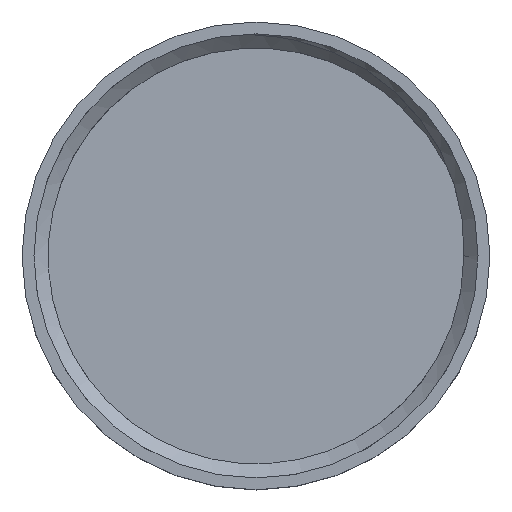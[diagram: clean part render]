
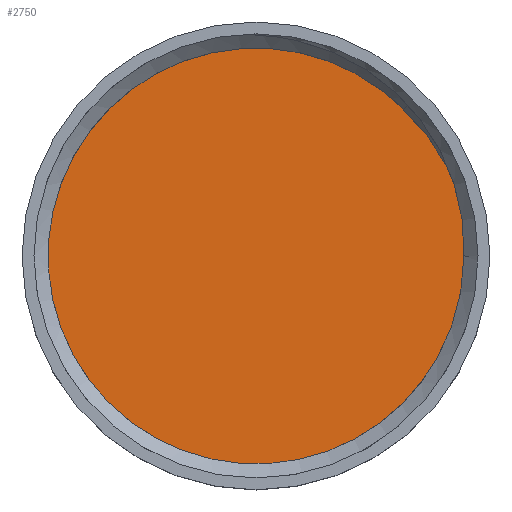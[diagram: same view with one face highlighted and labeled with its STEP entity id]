
A CAD part, top view. The second image highlights one B-rep face of the part: STEP entity #2750.
In plain terms, the highlighted face is planar.
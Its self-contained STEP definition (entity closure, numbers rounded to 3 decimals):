
#243 = CYLINDRICAL_SURFACE('',#244,18.744);
#244 = AXIS2_PLACEMENT_3D('',#245,#246,#247);
#245 = CARTESIAN_POINT('',(0.,0.,0.));
#246 = DIRECTION('',(0.,0.,-1.));
#247 = DIRECTION('',(1.,0.,0.));
#1886 = VERTEX_POINT('',#1887);
#1887 = CARTESIAN_POINT('',(18.744,0.,7.938));
#1908 = EDGE_CURVE('',#1886,#1886,#1909,.T.);
#1909 = SURFACE_CURVE('',#1910,(#1915,#1922),.PCURVE_S1.);
#1910 = CIRCLE('',#1911,18.744);
#1911 = AXIS2_PLACEMENT_3D('',#1912,#1913,#1914);
#1912 = CARTESIAN_POINT('',(0.,0.,7.938));
#1913 = DIRECTION('',(0.,0.,-1.));
#1914 = DIRECTION('',(1.,0.,0.));
#1915 = PCURVE('',#243,#1916);
#1916 = DEFINITIONAL_REPRESENTATION('',(#1917),#1921);
#1917 = LINE('',#1918,#1919);
#1918 = CARTESIAN_POINT('',(0.,-7.938));
#1919 = VECTOR('',#1920,1.);
#1920 = DIRECTION('',(1.,0.));
#1921 = ( GEOMETRIC_REPRESENTATION_CONTEXT(2) 
PARAMETRIC_REPRESENTATION_CONTEXT() REPRESENTATION_CONTEXT('2D SPACE',''
  ) );
#1922 = PCURVE('',#1923,#1928);
#1923 = PLANE('',#1924);
#1924 = AXIS2_PLACEMENT_3D('',#1925,#1926,#1927);
#1925 = CARTESIAN_POINT('',(0.,0.,
    7.938));
#1926 = DIRECTION('',(0.,0.,-1.));
#1927 = DIRECTION('',(1.,0.,0.));
#1928 = DEFINITIONAL_REPRESENTATION('',(#1929),#1933);
#1929 = CIRCLE('',#1930,18.744);
#1930 = AXIS2_PLACEMENT_2D('',#1931,#1932);
#1931 = CARTESIAN_POINT('',(0.,0.));
#1932 = DIRECTION('',(1.,0.));
#1933 = ( GEOMETRIC_REPRESENTATION_CONTEXT(2) 
PARAMETRIC_REPRESENTATION_CONTEXT() REPRESENTATION_CONTEXT('2D SPACE',''
  ) );
#2750 = ADVANCED_FACE('',(#2751),#1923,.T.);
#2751 = FACE_BOUND('',#2752,.T.);
#2752 = EDGE_LOOP('',(#2753));
#2753 = ORIENTED_EDGE('',*,*,#1908,.T.);
